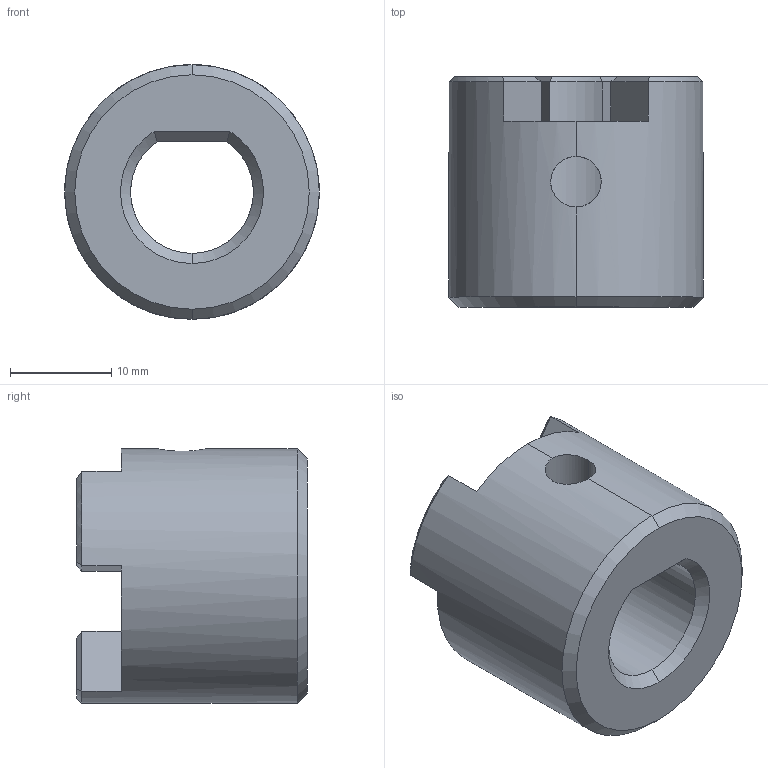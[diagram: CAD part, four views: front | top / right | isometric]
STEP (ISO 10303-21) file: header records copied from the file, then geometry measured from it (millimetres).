
FILE_DESCRIPTION (( 'STEP AP214' ), '1' );
FILE_NAME ('accouplement_machine.STEP', '2021-12-24T13:11:38', ( '' ), ( '' ), 'SwSTEP 2.0', 'SolidWorks 2017', '' );
FILE_SCHEMA (( 'AUTOMOTIVE_DESIGN' ));
Length unit declared in the file: millimetre
Products named in the file (1): accouplement_machine
Bounding box: 25.2 x 22.8 x 25.2 mm (x, y, z)
Volume: 7633.1 mm3; surface area: 3300 mm2
Topology: 1 solids, 1 shells, 37 faces, 92 edges, 55 vertices
Faces by surface type: plane 21, cone 11, cylinder 5
Entity records: 1214 total; most frequent: CARTESIAN_POINT 287, ORIENTED_EDGE 184, DIRECTION 180, EDGE_CURVE 92, AXIS2_PLACEMENT_3D 68, VERTEX_POINT 55, LINE 44, VECTOR 44
